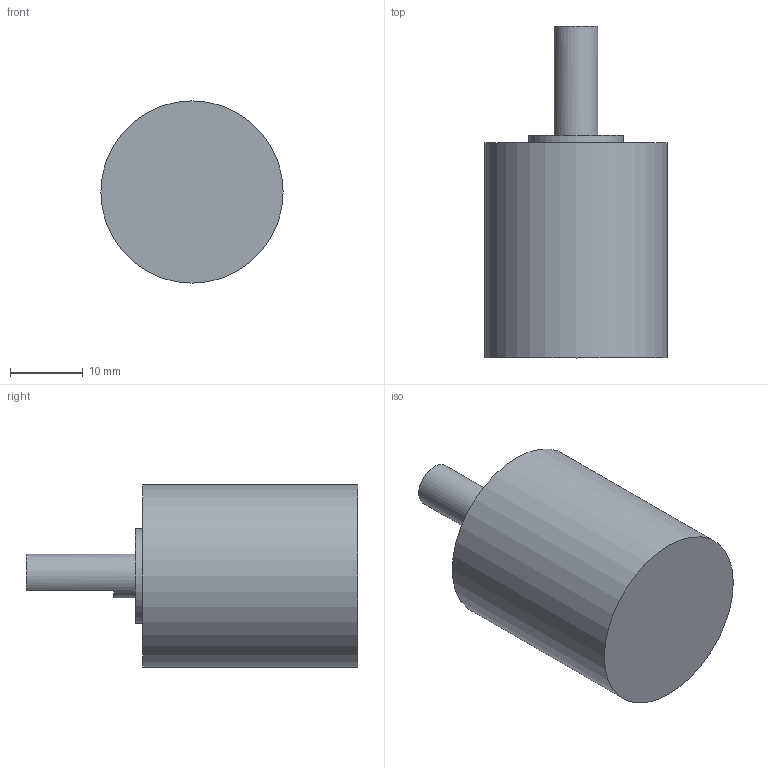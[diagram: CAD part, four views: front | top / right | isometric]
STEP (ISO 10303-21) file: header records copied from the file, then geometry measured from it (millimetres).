
FILE_DESCRIPTION(/* description */ (''),/* implementation_level */ '2;1');
FILE_NAME(/* name */ '25mm gearbox.step',/* time_stamp */ '2023-05-17T14:24:11-04:00',/* author */ (''),/* organization */ (''),/* preprocessor_version */ 'ST-DEVELOPER v19.2',/* originating_system */ 'Autodesk Translation Framework v12.4.0.73',/* authorisation */ '');
FILE_SCHEMA (('AUTOMOTIVE_DESIGN { 1 0 10303 214 3 1 1 }'));
Length unit declared in the file: inch
Products named in the file (1): 25mm gearbox
Bounding box: 25 x 45.5 x 25 mm (x, y, z)
Volume: 14731.8 mm3; surface area: 3973.5 mm2
Topology: 1 solids, 1 shells, 17 faces, 27 edges, 18 vertices
Faces by surface type: plane 10, cylinder 7
Full cylindrical faces by diameter (mm): 3 x4, 6 x1, 13 x1, 25 x1
Entity records: 432 total; most frequent: DIRECTION 79, CARTESIAN_POINT 63, ORIENTED_EDGE 54, AXIS2_PLACEMENT_3D 34, EDGE_CURVE 27, EDGE_LOOP 23, VERTEX_POINT 18, FACE_OUTER_BOUND 17
